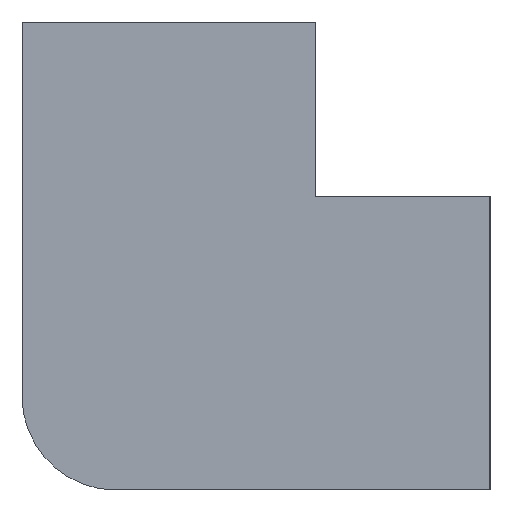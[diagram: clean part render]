
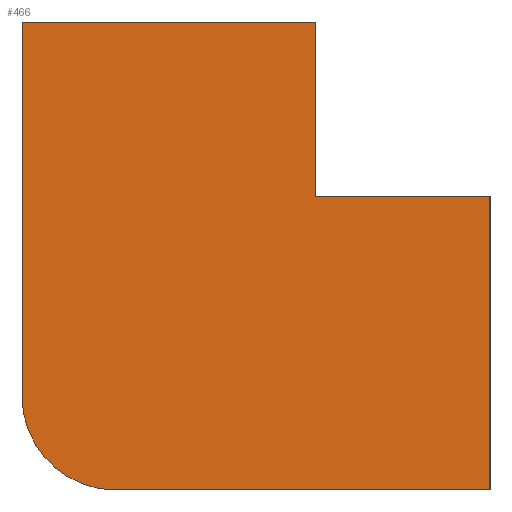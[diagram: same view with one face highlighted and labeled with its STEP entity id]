
A CAD part, left-side view. The second image highlights one B-rep face of the part: STEP entity #466.
In plain terms, the highlighted planar face has unit normal (-1, 0, 0).
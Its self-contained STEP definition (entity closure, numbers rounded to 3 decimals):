
#9 = CARTESIAN_POINT ( 'NONE',  ( -57.2, -12.7, 50. ) ) ;
#11 = VERTEX_POINT ( 'NONE', #151 ) ;
#19 = VECTOR ( 'NONE', #104, 1000. ) ;
#27 = LINE ( 'NONE', #113, #166 ) ;
#39 = DIRECTION ( 'NONE',  ( 1., 0., 0. ) ) ;
#40 = ORIENTED_EDGE ( 'NONE', *, *, #528, .F. ) ;
#51 = VERTEX_POINT ( 'NONE', #147 ) ;
#83 = VERTEX_POINT ( 'NONE', #156 ) ;
#84 = FACE_OUTER_BOUND ( 'NONE', #288, .T. ) ;
#87 = VECTOR ( 'NONE', #138, 1000. ) ;
#97 = VECTOR ( 'NONE', #346, 1000. ) ;
#98 = VERTEX_POINT ( 'NONE', #157 ) ;
#101 = CARTESIAN_POINT ( 'NONE',  ( -57.2, 30., -50. ) ) ;
#102 = ORIENTED_EDGE ( 'NONE', *, *, #434, .F. ) ;
#104 = DIRECTION ( 'NONE',  ( 0., -1., 0. ) ) ;
#113 = CARTESIAN_POINT ( 'NONE',  ( -57.2, -50., 12.7 ) ) ;
#126 = DIRECTION ( 'NONE',  ( 0., 0., -1. ) ) ;
#132 = DIRECTION ( 'NONE',  ( 1., 0., 0. ) ) ;
#138 = DIRECTION ( 'NONE',  ( 0., -1., 0. ) ) ;
#144 = DIRECTION ( 'NONE',  ( 0., 0., -1. ) ) ;
#147 = CARTESIAN_POINT ( 'NONE',  ( -57.2, 50., -30. ) ) ;
#151 = CARTESIAN_POINT ( 'NONE',  ( -57.2, -50., 12.7 ) ) ;
#152 = LINE ( 'NONE', #265, #19 ) ;
#156 = CARTESIAN_POINT ( 'NONE',  ( -57.2, -12.7, 12.7 ) ) ;
#157 = CARTESIAN_POINT ( 'NONE',  ( -57.2, -50., -50. ) ) ;
#161 = LINE ( 'NONE', #9, #164 ) ;
#164 = VECTOR ( 'NONE', #260, 1000. ) ;
#166 = VECTOR ( 'NONE', #325, 1000. ) ;
#180 = LINE ( 'NONE', #392, #454 ) ;
#192 = ORIENTED_EDGE ( 'NONE', *, *, #312, .F. ) ;
#219 = LINE ( 'NONE', #239, #97 ) ;
#226 = CARTESIAN_POINT ( 'NONE',  ( -57.2, -12.7, 50. ) ) ;
#234 = PLANE ( 'NONE',  #361 ) ;
#239 = CARTESIAN_POINT ( 'NONE',  ( -57.2, 30., -50. ) ) ;
#240 = ORIENTED_EDGE ( 'NONE', *, *, #465, .F. ) ;
#254 = CARTESIAN_POINT ( 'NONE',  ( -57.2, 30., -30. ) ) ;
#260 = DIRECTION ( 'NONE',  ( 0., 0., -1. ) ) ;
#265 = CARTESIAN_POINT ( 'NONE',  ( -57.2, 50., 50. ) ) ;
#276 = CIRCLE ( 'NONE', #379, 20. ) ;
#281 = CARTESIAN_POINT ( 'NONE',  ( -57.2, 30., -30. ) ) ;
#288 = EDGE_LOOP ( 'NONE', ( #399, #192, #389, #102, #508, #240, #40 ) ) ;
#312 = EDGE_CURVE ( 'NONE', #83, #11, #485, .T. ) ;
#314 = CARTESIAN_POINT ( 'NONE',  ( -57.2, -50., 12.7 ) ) ;
#325 = DIRECTION ( 'NONE',  ( 0., 0., -1. ) ) ;
#346 = DIRECTION ( 'NONE',  ( 0., 1., 0. ) ) ;
#352 = DIRECTION ( 'NONE',  ( 0., 0., 1. ) ) ;
#359 = VERTEX_POINT ( 'NONE', #226 ) ;
#361 = AXIS2_PLACEMENT_3D ( 'NONE', #254, #132, #144 ) ;
#365 = VERTEX_POINT ( 'NONE', #101 ) ;
#379 = AXIS2_PLACEMENT_3D ( 'NONE', #281, #39, #126 ) ;
#389 = ORIENTED_EDGE ( 'NONE', *, *, #438, .F. ) ;
#392 = CARTESIAN_POINT ( 'NONE',  ( -57.2, 50., 50. ) ) ;
#399 = ORIENTED_EDGE ( 'NONE', *, *, #449, .F. ) ;
#413 = CARTESIAN_POINT ( 'NONE',  ( -57.2, 50., 50. ) ) ;
#434 = EDGE_CURVE ( 'NONE', #487, #359, #152, .T. ) ;
#438 = EDGE_CURVE ( 'NONE', #359, #83, #161, .T. ) ;
#449 = EDGE_CURVE ( 'NONE', #11, #98, #27, .T. ) ;
#454 = VECTOR ( 'NONE', #352, 1000. ) ;
#465 = EDGE_CURVE ( 'NONE', #365, #51, #276, .T. ) ;
#466 = ADVANCED_FACE ( 'NONE', ( #84 ), #234, .F. ) ;
#485 = LINE ( 'NONE', #314, #87 ) ;
#487 = VERTEX_POINT ( 'NONE', #413 ) ;
#508 = ORIENTED_EDGE ( 'NONE', *, *, #513, .F. ) ;
#513 = EDGE_CURVE ( 'NONE', #51, #487, #180, .T. ) ;
#528 = EDGE_CURVE ( 'NONE', #98, #365, #219, .T. ) ;
